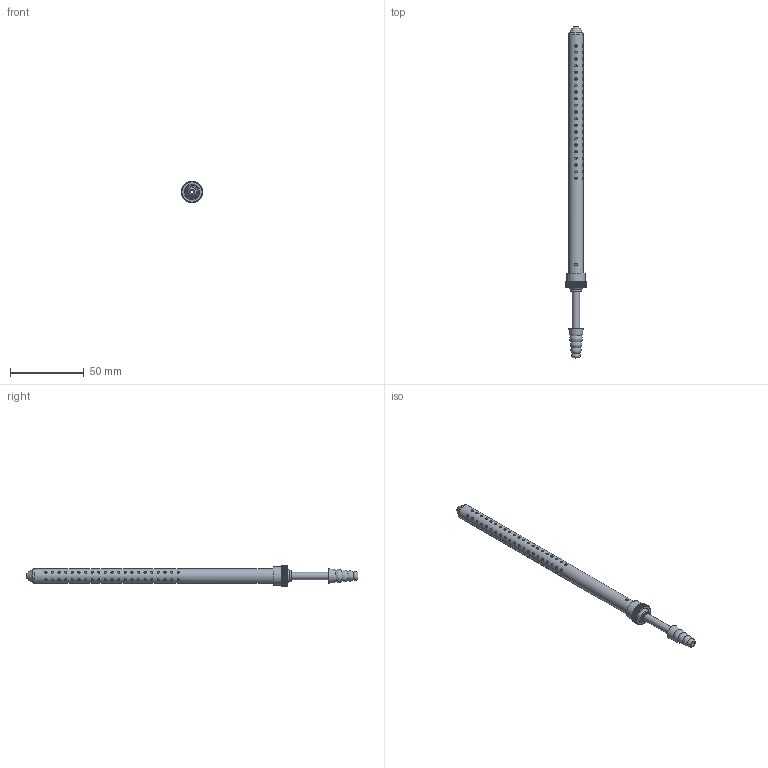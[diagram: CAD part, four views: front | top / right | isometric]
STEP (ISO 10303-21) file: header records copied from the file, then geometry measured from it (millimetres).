
FILE_DESCRIPTION(('FreeCAD Model'),'2;1');
FILE_NAME('Open CASCADE Shape Model','2025-04-29T14:19:00',('FreeCAD'),( 'FreeCAD'),'Open CASCADE STEP processor 7.6','FreeCAD','Unknown');
FILE_SCHEMA(('AUTOMOTIVE_DESIGN { 1 0 10303 214 1 1 1 1 }'));
Length unit declared in the file: millimetre
Products named in the file (1): Open CASCADE STEP translator 7.6 1
Bounding box: 14.3 x 225.69 x 14.3 mm (x, y, z)
Volume: 6810.7 mm3; surface area: 17677.2 mm2
Topology: 4 solids, 4 shells, 772 faces, 1904 edges, 1097 vertices
Faces by surface type: cylinder 263, plane 251, torus 245, revolution 7, cone 4, sphere 2
Full cylindrical faces by diameter (mm): 1.6 x126, 1.8 x1, 1.9 x2, 2.1 x3, 3.7 x2, 5 x3, 7.5 x1, 8.6 x1, 10 x2, 11 x1, 12.85 x1
Entity records: 33249 total; most frequent: CARTESIAN_POINT 16365, ORIENTED_EDGE 3800, DIRECTION 2959, EDGE_CURVE 1900, AXIS2_PLACEMENT_3D 1296, VERTEX_POINT 1097, B_SPLINE_CURVE_WITH_KNOTS 1009, FACE_BOUND 1001
